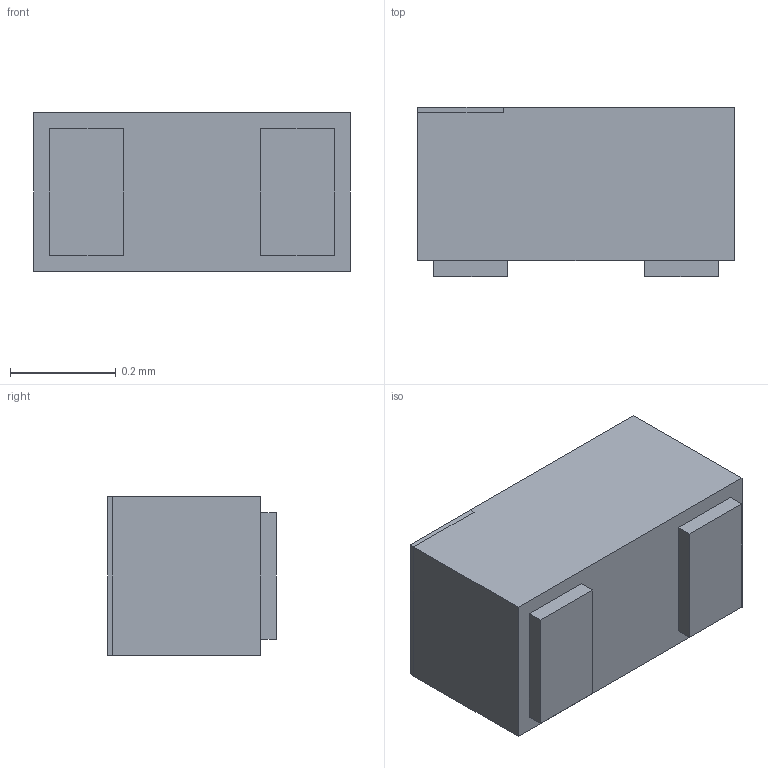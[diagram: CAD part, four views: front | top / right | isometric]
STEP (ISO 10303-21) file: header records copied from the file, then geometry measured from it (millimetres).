
FILE_DESCRIPTION (( 'STEP AP214' ), '1' );
FILE_NAME ('SOD962-2.STEP', '2020-09-27T06:43:45', ( '' ), ( '' ), 'SwSTEP 2.0', 'SolidWorks 2017', '' );
FILE_SCHEMA (( 'AUTOMOTIVE_DESIGN' ));
Length unit declared in the file: millimetre
Products named in the file (1): SOD962-2
Bounding box: 0.6 x 0.32 x 0.3 mm (x, y, z)
Volume: 0.1 mm3; surface area: 1.2 mm2
Topology: 4 solids, 4 shells, 26 faces, 54 edges, 36 vertices
Faces by surface type: plane 26
Entity records: 739 total; most frequent: CARTESIAN_POINT 117, ORIENTED_EDGE 108, DIRECTION 108, VECTOR 54, EDGE_CURVE 54, LINE 54, VERTEX_POINT 36, AXIS2_PLACEMENT_3D 27
